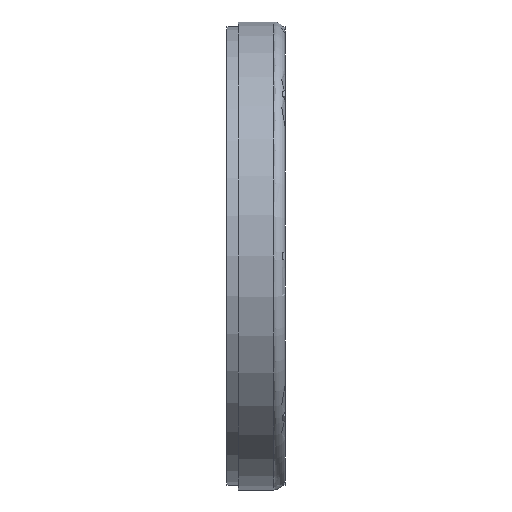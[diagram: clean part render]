
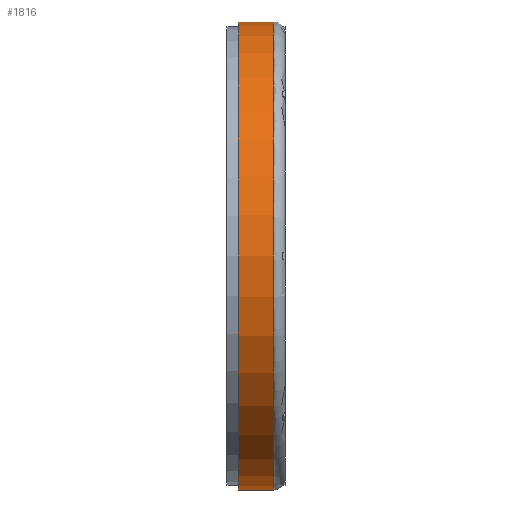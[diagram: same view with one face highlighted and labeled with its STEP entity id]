
A CAD part, left-side view. The second image highlights one B-rep face of the part: STEP entity #1816.
In plain terms, the highlighted cylindrical face has radius 31.75 mm (diameter 63.5 mm), a partial arc.
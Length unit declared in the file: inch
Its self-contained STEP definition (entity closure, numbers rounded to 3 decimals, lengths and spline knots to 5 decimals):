
#18 = DIRECTION ( 'NONE',  ( 0., 0., 1. ) ) ;
#98 = VERTEX_POINT ( 'NONE', #1334 ) ;
#120 = DIRECTION ( 'NONE',  ( 0., -1., 0. ) ) ;
#288 = CIRCLE ( 'NONE', #633, 1.25 ) ;
#383 = EDGE_CURVE ( 'NONE', #3140, #1620, #2287, .T. ) ;
#454 = CIRCLE ( 'NONE', #2135, 1.25 ) ;
#472 = DIRECTION ( 'NONE',  ( 0., 1., 0. ) ) ;
#505 = VECTOR ( 'NONE', #2246, 39.37008 ) ;
#546 = DIRECTION ( 'NONE',  ( 0., -1., 0. ) ) ;
#633 = AXIS2_PLACEMENT_3D ( 'NONE', #973, #472, #3346 ) ;
#885 = CARTESIAN_POINT ( 'NONE',  ( 0., 0.25, 0. ) ) ;
#973 = CARTESIAN_POINT ( 'NONE',  ( 0., 0.06, 0. ) ) ;
#1087 = VECTOR ( 'NONE', #120, 39.37008 ) ;
#1116 = EDGE_CURVE ( 'NONE', #98, #3140, #454, .T. ) ;
#1239 = AXIS2_PLACEMENT_3D ( 'NONE', #1822, #546, #2653 ) ;
#1334 = CARTESIAN_POINT ( 'NONE',  ( 0., 0.25, -1.25 ) ) ;
#1620 = VERTEX_POINT ( 'NONE', #1926 ) ;
#1717 = CARTESIAN_POINT ( 'NONE',  ( 0., 0.31, -1.25 ) ) ;
#1816 = ADVANCED_FACE ( 'NONE', ( #2901 ), #3226, .T. ) ;
#1822 = CARTESIAN_POINT ( 'NONE',  ( 0., 0.31, 0. ) ) ;
#1926 = CARTESIAN_POINT ( 'NONE',  ( 0., 0.06, 1.25 ) ) ;
#2004 = EDGE_CURVE ( 'NONE', #98, #3106, #2758, .T. ) ;
#2135 = AXIS2_PLACEMENT_3D ( 'NONE', #885, #3015, #18 ) ;
#2246 = DIRECTION ( 'NONE',  ( 0., -1., 0. ) ) ;
#2247 = CARTESIAN_POINT ( 'NONE',  ( 0., 0.06, -1.25 ) ) ;
#2248 = EDGE_LOOP ( 'NONE', ( #3390, #3053, #2835, #2334 ) ) ;
#2287 = LINE ( 'NONE', #2586, #1087 ) ;
#2334 = ORIENTED_EDGE ( 'NONE', *, *, #3288, .T. ) ;
#2511 = CARTESIAN_POINT ( 'NONE',  ( 0., 0.25, 1.25 ) ) ;
#2586 = CARTESIAN_POINT ( 'NONE',  ( 0., 0.31, 1.25 ) ) ;
#2653 = DIRECTION ( 'NONE',  ( 0., 0., -1. ) ) ;
#2758 = LINE ( 'NONE', #1717, #505 ) ;
#2835 = ORIENTED_EDGE ( 'NONE', *, *, #2004, .T. ) ;
#2901 = FACE_OUTER_BOUND ( 'NONE', #2248, .T. ) ;
#3015 = DIRECTION ( 'NONE',  ( 0., 1., 0. ) ) ;
#3053 = ORIENTED_EDGE ( 'NONE', *, *, #1116, .F. ) ;
#3106 = VERTEX_POINT ( 'NONE', #2247 ) ;
#3140 = VERTEX_POINT ( 'NONE', #2511 ) ;
#3226 = CYLINDRICAL_SURFACE ( 'NONE', #1239, 1.25 ) ;
#3288 = EDGE_CURVE ( 'NONE', #3106, #1620, #288, .T. ) ;
#3346 = DIRECTION ( 'NONE',  ( 0., 0., 1. ) ) ;
#3390 = ORIENTED_EDGE ( 'NONE', *, *, #383, .F. ) ;
